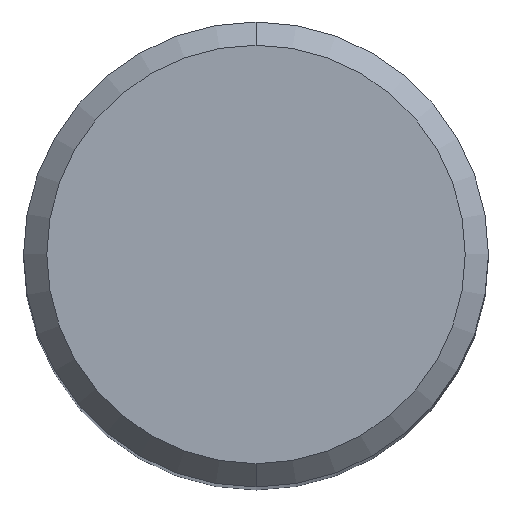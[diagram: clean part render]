
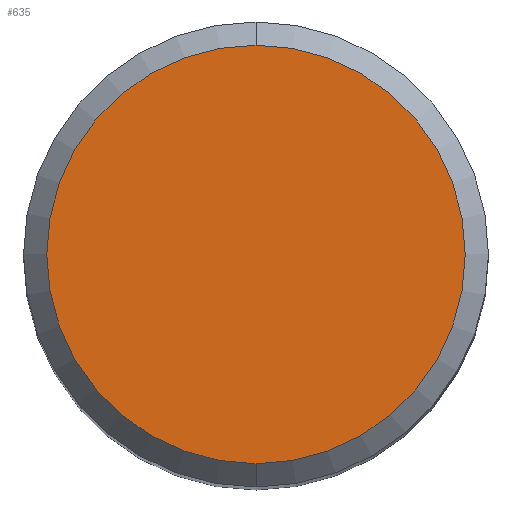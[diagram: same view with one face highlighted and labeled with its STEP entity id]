
A CAD part, top view. The second image highlights one B-rep face of the part: STEP entity #635.
In plain terms, the highlighted planar face has unit normal (0, 0, 1).
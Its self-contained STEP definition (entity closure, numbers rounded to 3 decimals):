
#437=VERTEX_POINT('',#1042);
#445=EDGE_CURVE('',#437,#471,#1051,.T.);
#471=VERTEX_POINT('',#1082);
#489=EDGE_CURVE('',#471,#437,#1101,.T.);
#635=ADVANCED_FACE('',(#1262),#1263,.T.);
#1042=CARTESIAN_POINT('',(0.,-5.4,0.0));
#1051=CIRCLE('',#1979,5.4);
#1082=CARTESIAN_POINT('',(0.0,5.4,0.0));
#1101=CIRCLE('',#2142,5.4);
#1262=FACE_OUTER_BOUND('',#3992,.T.);
#1263=PLANE('',#3993);
#1979=AXIS2_PLACEMENT_3D('',#6327,#6328,#6329);
#2142=AXIS2_PLACEMENT_3D('',#6388,#6389,#6390);
#3992=EDGE_LOOP('',(#6571,#6572));
#3993=AXIS2_PLACEMENT_3D('',#6573,#6574,#6575);
#6327=CARTESIAN_POINT('',(0.0,0.0,0.0));
#6328=DIRECTION('',(0.0,0.0,-1.0));
#6329=DIRECTION('',(0.0,1.0,0.0));
#6388=CARTESIAN_POINT('',(0.0,0.0,0.0));
#6389=DIRECTION('',(0.0,0.0,-1.0));
#6390=DIRECTION('',(0.0,1.0,0.0));
#6571=ORIENTED_EDGE('',*,*,#489,.F.);
#6572=ORIENTED_EDGE('',*,*,#445,.F.);
#6573=CARTESIAN_POINT('',(0.0,2.7,0.0));
#6574=DIRECTION('',(-0.0,0.0,1.0));
#6575=DIRECTION('',(0.0,-1.0,0.0));
